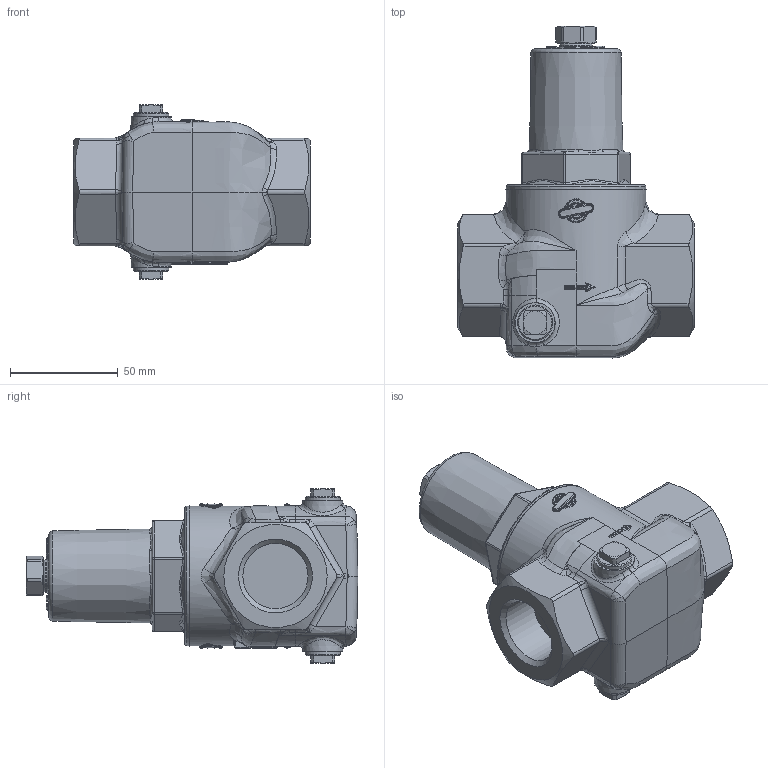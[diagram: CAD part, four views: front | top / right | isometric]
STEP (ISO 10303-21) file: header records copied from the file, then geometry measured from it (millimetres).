
FILE_DESCRIPTION(/* description */ (''),/* implementation_level */ '2;1');
FILE_NAME(/* name */ '070204_Shrinkwrap_1.stp',/* time_stamp */ '2014-09-02T16:50:18+02:00',/* author */ ('powierski'),/* organization */ (''),/* preprocessor_version */ 'ST-DEVELOPER v15.2',/* originating_system */ 'Autodesk Inventor 2014',/* authorisation */ '');
FILE_SCHEMA (('AUTOMOTIVE_DESIGN { 1 0 10303 214 3 1 1 }'));
Length unit declared in the file: millimetre
Products named in the file (1): 070204_Shrinkwrap_1
Bounding box: 110 x 154.26 x 81 mm (x, y, z)
Volume: 471543.1 mm3; surface area: 46551.9 mm2
Topology: 1 solids, 2 shells, 717 faces, 1861 edges, 1158 vertices
Faces by surface type: bspline 363, plane 169, cylinder 105, cone 37, torus 29, sphere 14
Full cylindrical faces by diameter (mm): 10 x1, 10.2 x1, 15 x1, 16.5 x2, 30.3 x2, 65 x1
Entity records: 35103 total; most frequent: CARTESIAN_POINT 20186, ORIENTED_EDGE 3628, DIRECTION 1920, EDGE_CURVE 1813, VERTEX_POINT 1146, B_SPLINE_CURVE_WITH_KNOTS 978, AXIS2_PLACEMENT_3D 782, EDGE_LOOP 765
